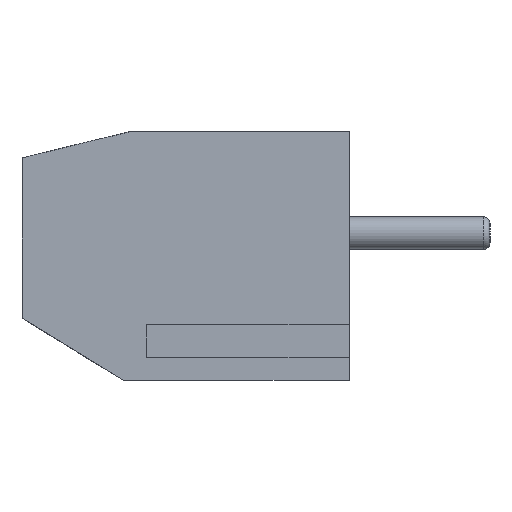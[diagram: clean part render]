
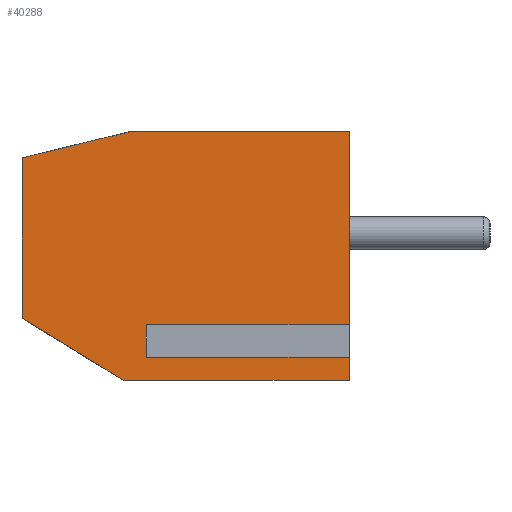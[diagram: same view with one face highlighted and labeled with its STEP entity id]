
A CAD part, left-side view. The second image highlights one B-rep face of the part: STEP entity #40288.
In plain terms, the highlighted planar face has unit normal (-1, 0, 0).
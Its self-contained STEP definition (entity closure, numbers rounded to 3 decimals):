
#821 = CARTESIAN_POINT ( 'NONE',  ( 0., 6.2, 1.482 ) ) ;
#878 = ORIENTED_EDGE ( 'NONE', *, *, #38649, .F. ) ;
#1719 = VERTEX_POINT ( 'NONE', #17838 ) ;
#1990 = VERTEX_POINT ( 'NONE', #39736 ) ;
#2658 = LINE ( 'NONE', #6376, #17637 ) ;
#2776 = LINE ( 'NONE', #22890, #12745 ) ;
#3318 = VERTEX_POINT ( 'NONE', #39161 ) ;
#3547 = VECTOR ( 'NONE', #30238, 1000. ) ;
#5175 = EDGE_LOOP ( 'NONE', ( #16480, #878, #29294, #22965, #23090, #29966, #27506, #12584, #24322, #8505 ) ) ;
#5913 = AXIS2_PLACEMENT_3D ( 'NONE', #30087, #13794, #40141 ) ;
#6128 = VECTOR ( 'NONE', #22546, 1000. ) ;
#6376 = CARTESIAN_POINT ( 'NONE',  ( 0., 10., 0. ) ) ;
#6573 = PLANE ( 'NONE',  #5913 ) ;
#7652 = CARTESIAN_POINT ( 'NONE',  ( 0., 0., 7.6 ) ) ;
#8505 = ORIENTED_EDGE ( 'NONE', *, *, #32220, .F. ) ;
#8628 = LINE ( 'NONE', #35395, #19340 ) ;
#8657 = DIRECTION ( 'NONE',  ( 0., -0.972, 0.236 ) ) ;
#9268 = CARTESIAN_POINT ( 'NONE',  ( 0., 10., 1.9 ) ) ;
#9331 = LINE ( 'NONE', #19115, #15540 ) ;
#10230 = DIRECTION ( 'NONE',  ( 0., 0., 1. ) ) ;
#11234 = VERTEX_POINT ( 'NONE', #36926 ) ;
#11912 = LINE ( 'NONE', #25224, #31974 ) ;
#12177 = EDGE_CURVE ( 'NONE', #11234, #28654, #33005, .T. ) ;
#12584 = ORIENTED_EDGE ( 'NONE', *, *, #18465, .T. ) ;
#12745 = VECTOR ( 'NONE', #12852, 1000. ) ;
#12787 = CARTESIAN_POINT ( 'NONE',  ( 0., 6.2, 1.482 ) ) ;
#12793 = DIRECTION ( 'NONE',  ( 0., -1., 0. ) ) ;
#12852 = DIRECTION ( 'NONE',  ( 0., 0., 1. ) ) ;
#12995 = VERTEX_POINT ( 'NONE', #32734 ) ;
#13011 = DIRECTION ( 'NONE',  ( 0., -1., 0. ) ) ;
#13714 = CARTESIAN_POINT ( 'NONE',  ( 0., 6.2, 0.918 ) ) ;
#13794 = DIRECTION ( 'NONE',  ( 1., 0., 0. ) ) ;
#15540 = VECTOR ( 'NONE', #13011, 1000. ) ;
#16012 = DIRECTION ( 'NONE',  ( 0., -1., 0. ) ) ;
#16480 = ORIENTED_EDGE ( 'NONE', *, *, #29572, .F. ) ;
#17268 = VECTOR ( 'NONE', #10230, 1000. ) ;
#17637 = VECTOR ( 'NONE', #16012, 1000. ) ;
#17838 = CARTESIAN_POINT ( 'NONE',  ( 0., 6.9, 0. ) ) ;
#18465 = EDGE_CURVE ( 'NONE', #32208, #11234, #20691, .T. ) ;
#19115 = CARTESIAN_POINT ( 'NONE',  ( 0., 10., 7.6 ) ) ;
#19340 = VECTOR ( 'NONE', #39107, 1000. ) ;
#20153 = CARTESIAN_POINT ( 'NONE',  ( 0., 10., 6.8 ) ) ;
#20691 = LINE ( 'NONE', #821, #3547 ) ;
#22546 = DIRECTION ( 'NONE',  ( 0., 0.853, 0.523 ) ) ;
#22890 = CARTESIAN_POINT ( 'NONE',  ( 0., 10., 7.6 ) ) ;
#22965 = ORIENTED_EDGE ( 'NONE', *, *, #32446, .T. ) ;
#23090 = ORIENTED_EDGE ( 'NONE', *, *, #42024, .T. ) ;
#24322 = ORIENTED_EDGE ( 'NONE', *, *, #12177, .T. ) ;
#25224 = CARTESIAN_POINT ( 'NONE',  ( 0., 10., 6.8 ) ) ;
#26309 = EDGE_CURVE ( 'NONE', #37924, #32208, #26753, .T. ) ;
#26417 = FACE_OUTER_BOUND ( 'NONE', #5175, .T. ) ;
#26495 = CARTESIAN_POINT ( 'NONE',  ( 0., 6.2, 0.918 ) ) ;
#26643 = EDGE_CURVE ( 'NONE', #1719, #1990, #42368, .T. ) ;
#26698 = DIRECTION ( 'NONE',  ( 0., 0., 1. ) ) ;
#26753 = LINE ( 'NONE', #36773, #17268 ) ;
#27506 = ORIENTED_EDGE ( 'NONE', *, *, #26309, .T. ) ;
#28654 = VERTEX_POINT ( 'NONE', #7652 ) ;
#29294 = ORIENTED_EDGE ( 'NONE', *, *, #26643, .F. ) ;
#29572 = EDGE_CURVE ( 'NONE', #34028, #42894, #11912, .T. ) ;
#29966 = ORIENTED_EDGE ( 'NONE', *, *, #37151, .F. ) ;
#30087 = CARTESIAN_POINT ( 'NONE',  ( 0., 10., 7.6 ) ) ;
#30238 = DIRECTION ( 'NONE',  ( 0., -1., 0. ) ) ;
#31974 = VECTOR ( 'NONE', #8657, 1000. ) ;
#32208 = VERTEX_POINT ( 'NONE', #12787 ) ;
#32220 = EDGE_CURVE ( 'NONE', #42894, #28654, #9331, .T. ) ;
#32446 = EDGE_CURVE ( 'NONE', #1719, #12995, #2658, .T. ) ;
#32734 = CARTESIAN_POINT ( 'NONE',  ( 0., 0., 0. ) ) ;
#33005 = LINE ( 'NONE', #37163, #33413 ) ;
#33413 = VECTOR ( 'NONE', #26698, 1000. ) ;
#34028 = VERTEX_POINT ( 'NONE', #20153 ) ;
#35395 = CARTESIAN_POINT ( 'NONE',  ( 0., 0., 7.6 ) ) ;
#36773 = CARTESIAN_POINT ( 'NONE',  ( 0., 6.2, 0.918 ) ) ;
#36926 = CARTESIAN_POINT ( 'NONE',  ( 0., 0., 1.482 ) ) ;
#37151 = EDGE_CURVE ( 'NONE', #37924, #3318, #40216, .T. ) ;
#37163 = CARTESIAN_POINT ( 'NONE',  ( 0., 0., 7.6 ) ) ;
#37924 = VERTEX_POINT ( 'NONE', #13714 ) ;
#38429 = VECTOR ( 'NONE', #12793, 1000. ) ;
#38649 = EDGE_CURVE ( 'NONE', #1990, #34028, #2776, .T. ) ;
#39107 = DIRECTION ( 'NONE',  ( 0., 0., 1. ) ) ;
#39161 = CARTESIAN_POINT ( 'NONE',  ( 0., 0., 0.918 ) ) ;
#39736 = CARTESIAN_POINT ( 'NONE',  ( 0., 10., 1.9 ) ) ;
#40141 = DIRECTION ( 'NONE',  ( 0., 0., -1. ) ) ;
#40216 = LINE ( 'NONE', #26495, #38429 ) ;
#40288 = ADVANCED_FACE ( 'NONE', ( #26417 ), #6573, .F. ) ;
#42024 = EDGE_CURVE ( 'NONE', #12995, #3318, #8628, .T. ) ;
#42118 = CARTESIAN_POINT ( 'NONE',  ( 0., 6.7, 7.6 ) ) ;
#42368 = LINE ( 'NONE', #9268, #6128 ) ;
#42894 = VERTEX_POINT ( 'NONE', #42118 ) ;
